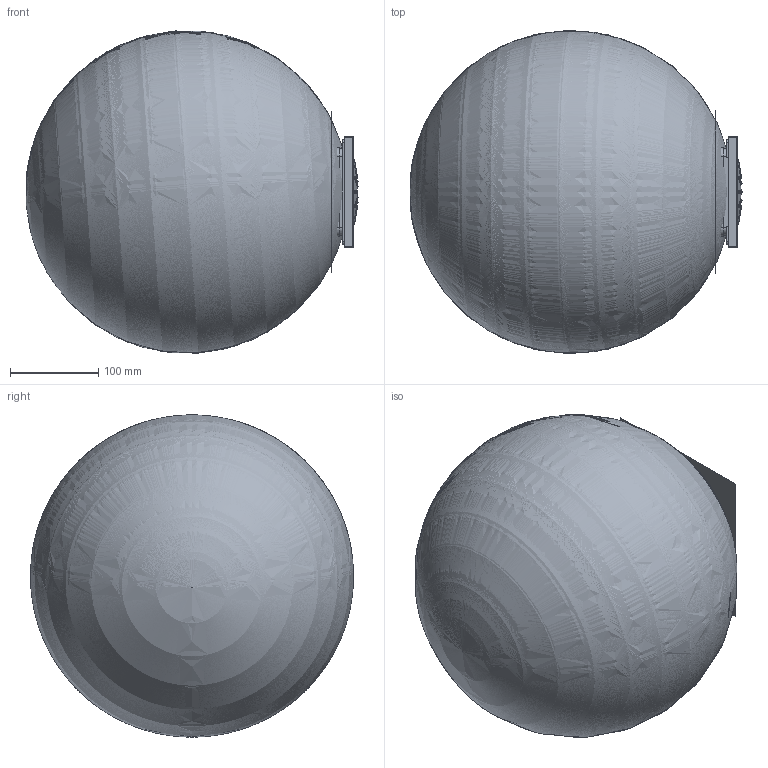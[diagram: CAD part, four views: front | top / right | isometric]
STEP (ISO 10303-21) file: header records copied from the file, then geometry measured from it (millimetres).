
FILE_DESCRIPTION(/* description */ ('Unknown'),/* implementation_level */ '2;1');
FILE_NAME(/* name */ '27251000d mit_Unterputz',/* time_stamp */ '2022-09-09T12:00:06+02:00',/* author */ ('Unknown'),/* organization */ ('GROHE AG'),/* preprocessor_version */ 'ST-DEVELOPER v16.7',/* originating_system */ 'DEX',/* authorisation */ $);
FILE_SCHEMA (('AUTOMOTIVE_DESIGN {1 0 10303 214 3 1 1}'));
Products named in the file (11): 27251000d mit_Unterputz; id11; A4240755_190; A4240756_97; A4240759_116; A4240760_138; A4240764_81; A4240765_2; A4240766_210; A4240767_19; A4240769_101
Assembly tree (10 placements, depth 2):
  27251000d mit_Unterputz
    id11
    A4240755_190
    A4240756_97
    A4240759_116
    A4240760_138
    A4240764_81
    A4240765_2
    A4240766_210
    A4240767_19
    A4240769_101
Bounding box: 377.19 x 367 x 366.04 mm (x, y, z)
Surface area: 50089943 mm2 (no closed solid volume)
Topology: 0 solids, 141 shells, 805 faces, 4235 edges, 3315 vertices
Faces by surface type: cone 224, bspline 155, plane 153, sphere 125, cylinder 89, torus 59
Full cylindrical faces by diameter (mm): 6.5 x4, 16 x1, 20.955 x1, 34 x1, 82.368 x1
Entity records: 46509 total; most frequent: CARTESIAN_POINT 21613, ORIENTED_EDGE 4568, DIRECTION 3804, EDGE_CURVE 3495, VERTEX_POINT 2976, B_SPLINE_CURVE_WITH_KNOTS 1751, AXIS2_PLACEMENT_3D 1522, EDGE_LOOP 1290
